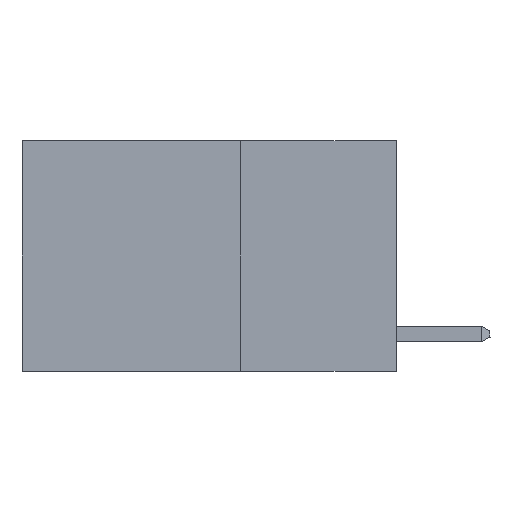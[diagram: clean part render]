
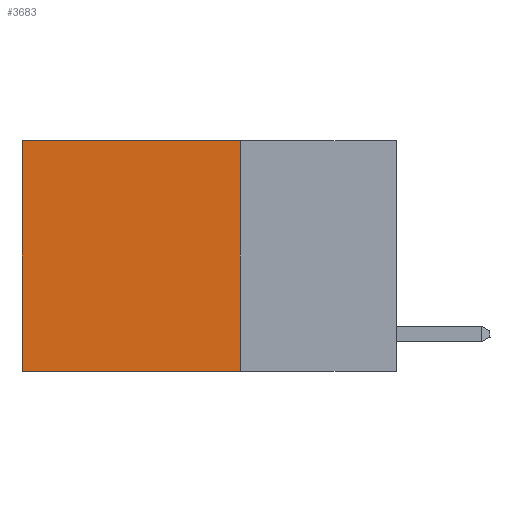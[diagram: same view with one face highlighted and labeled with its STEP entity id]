
A CAD part, left-side view. The second image highlights one B-rep face of the part: STEP entity #3683.
In plain terms, the highlighted planar face has unit normal (-1, 0, 0).
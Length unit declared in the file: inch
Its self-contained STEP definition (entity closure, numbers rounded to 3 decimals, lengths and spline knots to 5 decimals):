
#304 = VECTOR ( 'NONE', #9637, 39.37008 ) ;
#549 = DIRECTION ( 'NONE',  ( 0., 0., -1. ) ) ;
#791 = CARTESIAN_POINT ( 'NONE',  ( 0.2625, 0.25, 0. ) ) ;
#1966 = DIRECTION ( 'NONE',  ( 0., 0., -1. ) ) ;
#2684 = LINE ( 'NONE', #791, #11739 ) ;
#2750 = VECTOR ( 'NONE', #5223, 39.37008 ) ;
#3027 = LINE ( 'NONE', #4315, #2750 ) ;
#3155 = CARTESIAN_POINT ( 'NONE',  ( 0.2625, 0.25, -0.37 ) ) ;
#3683 = ADVANCED_FACE ( 'NONE', ( #4638 ), #10512, .F. ) ;
#3733 = VERTEX_POINT ( 'NONE', #6936 ) ;
#3856 = EDGE_CURVE ( 'NONE', #11403, #8043, #2684, .T. ) ;
#4016 = ORIENTED_EDGE ( 'NONE', *, *, #3856, .F. ) ;
#4164 = CARTESIAN_POINT ( 'NONE',  ( 0.2625, 0.25, 0. ) ) ;
#4315 = CARTESIAN_POINT ( 'NONE',  ( 0.2625, 0.25, -0.37 ) ) ;
#4608 = CARTESIAN_POINT ( 'NONE',  ( 0.2625, 0.6, 0. ) ) ;
#4638 = FACE_OUTER_BOUND ( 'NONE', #8214, .T. ) ;
#5018 = CARTESIAN_POINT ( 'NONE',  ( 0.2625, 0.25, 0. ) ) ;
#5223 = DIRECTION ( 'NONE',  ( 0., 1., 0. ) ) ;
#5919 = DIRECTION ( 'NONE',  ( 1., 0., 0. ) ) ;
#6019 = VERTEX_POINT ( 'NONE', #6828 ) ;
#6782 = EDGE_CURVE ( 'NONE', #8043, #6019, #3027, .T. ) ;
#6828 = CARTESIAN_POINT ( 'NONE',  ( 0.2625, 0.6, -0.37 ) ) ;
#6936 = CARTESIAN_POINT ( 'NONE',  ( 0.2625, 0.6, 0. ) ) ;
#7623 = VECTOR ( 'NONE', #1966, 39.37008 ) ;
#8017 = DIRECTION ( 'NONE',  ( 0., 0., -1. ) ) ;
#8043 = VERTEX_POINT ( 'NONE', #3155 ) ;
#8211 = ORIENTED_EDGE ( 'NONE', *, *, #10791, .T. ) ;
#8214 = EDGE_LOOP ( 'NONE', ( #8770, #10690, #4016, #8211 ) ) ;
#8552 = AXIS2_PLACEMENT_3D ( 'NONE', #5018, #5919, #549 ) ;
#8770 = ORIENTED_EDGE ( 'NONE', *, *, #10444, .T. ) ;
#9637 = DIRECTION ( 'NONE',  ( 0., 1., 0. ) ) ;
#9962 = LINE ( 'NONE', #4164, #304 ) ;
#10066 = LINE ( 'NONE', #4608, #7623 ) ;
#10444 = EDGE_CURVE ( 'NONE', #3733, #6019, #10066, .T. ) ;
#10512 = PLANE ( 'NONE',  #8552 ) ;
#10690 = ORIENTED_EDGE ( 'NONE', *, *, #6782, .F. ) ;
#10791 = EDGE_CURVE ( 'NONE', #11403, #3733, #9962, .T. ) ;
#11403 = VERTEX_POINT ( 'NONE', #11429 ) ;
#11429 = CARTESIAN_POINT ( 'NONE',  ( 0.2625, 0.25, 0. ) ) ;
#11739 = VECTOR ( 'NONE', #8017, 39.37008 ) ;
